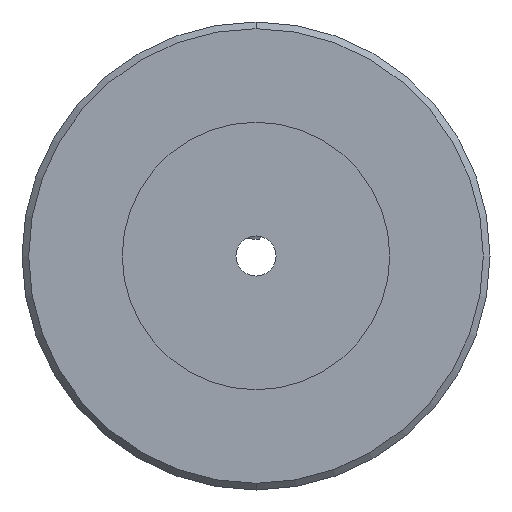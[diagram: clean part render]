
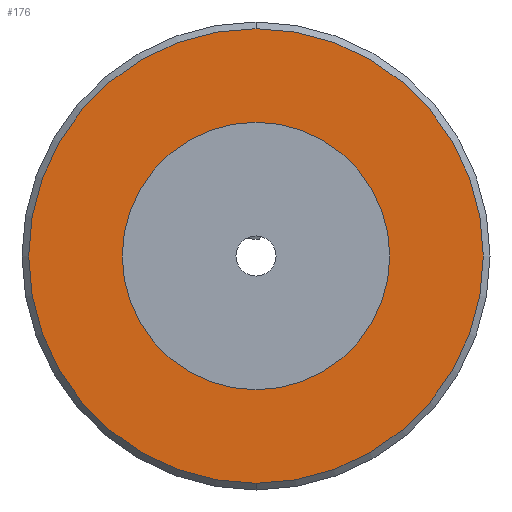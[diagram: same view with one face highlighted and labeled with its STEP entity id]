
A CAD part, front view. The second image highlights one B-rep face of the part: STEP entity #176.
In plain terms, the highlighted planar face has unit normal (0, -1, 0).
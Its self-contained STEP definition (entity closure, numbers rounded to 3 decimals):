
#111 = EDGE_CURVE ( 'NONE', #1178, #1344, #202, .T. ) ;
#118 = EDGE_CURVE ( 'NONE', #1344, #1178, #252, .T. ) ;
#176 = ADVANCED_FACE ( 'NONE', ( #1065, #931 ), #1875, .T. ) ;
#199 = EDGE_CURVE ( 'NONE', #1339, #1155, #255, .T. ) ;
#202 = CIRCLE ( 'NONE', #1011, 17. ) ;
#219 = CIRCLE ( 'NONE', #1110, 10. ) ;
#252 = CIRCLE ( 'NONE', #824, 17. ) ;
#255 = CIRCLE ( 'NONE', #1018, 10. ) ;
#324 = EDGE_CURVE ( 'NONE', #1155, #1339, #219, .T. ) ;
#404 = CARTESIAN_POINT ( 'NONE',  ( 0., 0., 17. ) ) ;
#405 = CARTESIAN_POINT ( 'NONE',  ( 0., 0., 10. ) ) ;
#440 = CARTESIAN_POINT ( 'NONE',  ( 0., 0., -17. ) ) ;
#493 = CARTESIAN_POINT ( 'NONE',  ( 0., 0., -10. ) ) ;
#513 = CARTESIAN_POINT ( 'NONE',  ( 0., 0., 0. ) ) ;
#520 = DIRECTION ( 'NONE',  ( 0., 0., -1. ) ) ;
#521 = DIRECTION ( 'NONE',  ( 0., -1., 0. ) ) ;
#824 = AXIS2_PLACEMENT_3D ( 'NONE', #1503, #1499, #1463 ) ;
#843 = AXIS2_PLACEMENT_3D ( 'NONE', #1732, #1755, #1816 ) ;
#931 = FACE_BOUND ( 'NONE', #1438, .T. ) ;
#1011 = AXIS2_PLACEMENT_3D ( 'NONE', #1475, #1488, #1466 ) ;
#1018 = AXIS2_PLACEMENT_3D ( 'NONE', #1867, #1827, #1689 ) ;
#1065 = FACE_OUTER_BOUND ( 'NONE', #1629, .T. ) ;
#1110 = AXIS2_PLACEMENT_3D ( 'NONE', #513, #521, #520 ) ;
#1155 = VERTEX_POINT ( 'NONE', #493 ) ;
#1178 = VERTEX_POINT ( 'NONE', #440 ) ;
#1339 = VERTEX_POINT ( 'NONE', #405 ) ;
#1344 = VERTEX_POINT ( 'NONE', #404 ) ;
#1404 = ORIENTED_EDGE ( 'NONE', *, *, #111, .T. ) ;
#1418 = ORIENTED_EDGE ( 'NONE', *, *, #118, .T. ) ;
#1438 = EDGE_LOOP ( 'NONE', ( #1614, #1483 ) ) ;
#1463 = DIRECTION ( 'NONE',  ( 0., 0., -1. ) ) ;
#1466 = DIRECTION ( 'NONE',  ( 0., 0., -1. ) ) ;
#1475 = CARTESIAN_POINT ( 'NONE',  ( 0., 0., 0. ) ) ;
#1483 = ORIENTED_EDGE ( 'NONE', *, *, #199, .F. ) ;
#1488 = DIRECTION ( 'NONE',  ( 0., -1., 0. ) ) ;
#1499 = DIRECTION ( 'NONE',  ( 0., -1., 0. ) ) ;
#1503 = CARTESIAN_POINT ( 'NONE',  ( 0., 0., 0. ) ) ;
#1614 = ORIENTED_EDGE ( 'NONE', *, *, #324, .F. ) ;
#1629 = EDGE_LOOP ( 'NONE', ( #1418, #1404 ) ) ;
#1689 = DIRECTION ( 'NONE',  ( 0., 0., -1. ) ) ;
#1732 = CARTESIAN_POINT ( 'NONE',  ( 17., 0., 0. ) ) ;
#1755 = DIRECTION ( 'NONE',  ( 0., -1., 0. ) ) ;
#1816 = DIRECTION ( 'NONE',  ( 0., 0., -1. ) ) ;
#1827 = DIRECTION ( 'NONE',  ( 0., -1., 0. ) ) ;
#1867 = CARTESIAN_POINT ( 'NONE',  ( 0., 0., 0. ) ) ;
#1875 = PLANE ( 'NONE',  #843 ) ;
